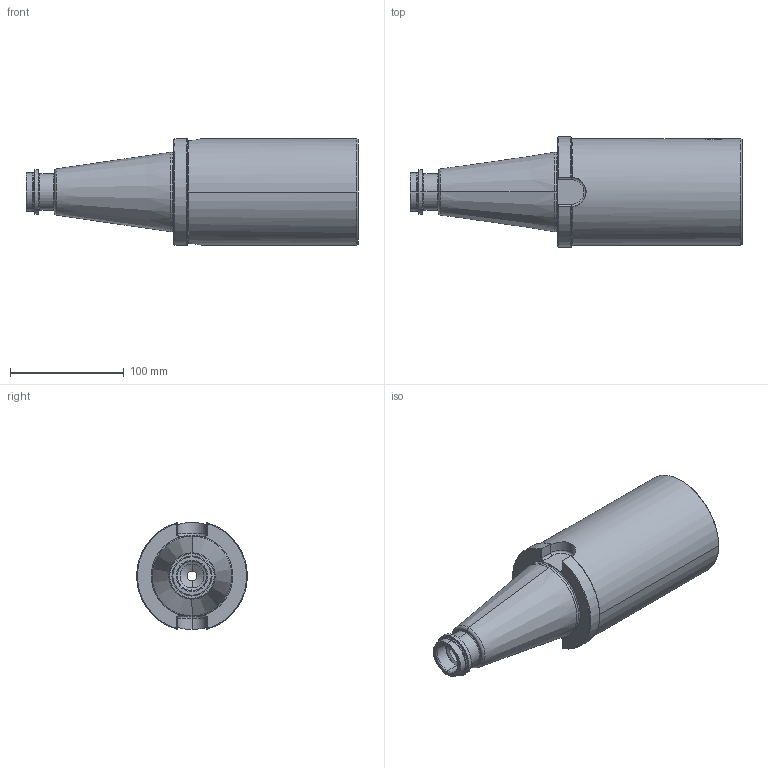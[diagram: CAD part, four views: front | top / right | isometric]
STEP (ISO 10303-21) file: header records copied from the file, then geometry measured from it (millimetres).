
FILE_DESCRIPTION (( 'STEP AP203' ), '1' );
FILE_NAME ('102.500.942.STEP', '2018-03-12T07:36:17', ( 'SWIAdmin' ), ( 'Hewlett-Packard Company' ), 'SwSTEP 2.0', 'SolidWorks 2017', '' );
FILE_SCHEMA (( 'CONFIG_CONTROL_DESIGN' ));
Length unit declared in the file: millimetre
Products named in the file (3): SZ5-MB9.K01.165_C; MB9-ER1.001.032_B; 102.500.942
Assembly tree (2 placements, depth 2):
  102.500.942
    SZ5-MB9.K01.165_C
    MB9-ER1.001.032_B
Bounding box: 292 x 96.94 x 94 mm (x, y, z)
Volume: 1243008.8 mm3; surface area: 103833.8 mm2
Topology: 2 solids, 2 shells, 150 faces, 357 edges, 212 vertices
Faces by surface type: cylinder 51, plane 38, torus 31, cone 28, bspline 2
Entity records: 5363 total; most frequent: CARTESIAN_POINT 1596, DIRECTION 779, ORIENTED_EDGE 710, EDGE_CURVE 355, AXIS2_PLACEMENT_3D 322, VERTEX_POINT 212, CIRCLE 169, EDGE_LOOP 157
